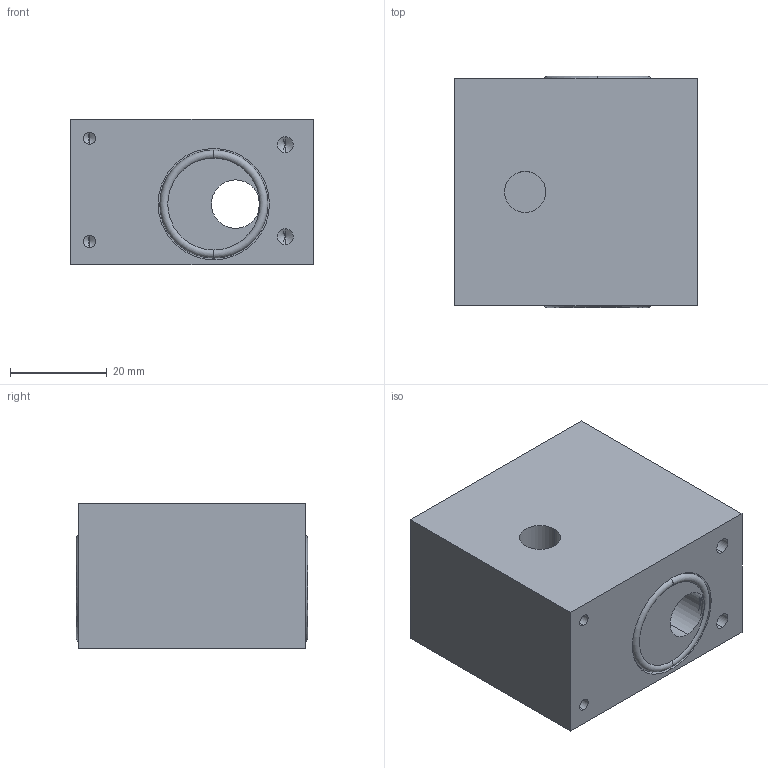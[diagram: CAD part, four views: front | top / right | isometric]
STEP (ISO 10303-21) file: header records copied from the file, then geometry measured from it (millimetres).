
FILE_DESCRIPTION(( '01_081_2.STEP' ), '1');
FILE_NAME( '01_081_2.STEP', '2019-03-04T12:04:31',( 'Sopra'),('sopra-pneumatic.com'), 'SwSTEP 2.0','SolidWorks 2009','' );
FILE_SCHEMA (( 'AUTOMOTIVE_DESIGN' ));
Length unit declared in the file: millimetre
Products named in the file (1): 01_081_2
Bounding box: 50 x 47.76 x 30 mm (x, y, z)
Volume: 64580.8 mm3; surface area: 14766.5 mm2
Topology: 3 solids, 3 shells, 63 faces, 144 edges, 80 vertices
Faces by surface type: cylinder 28, cone 16, plane 11, torus 8
Entity records: 1730 total; most frequent: DIRECTION 328, CARTESIAN_POINT 272, ORIENTED_EDGE 256, AXIS2_PLACEMENT_3D 136, EDGE_CURVE 128, VERTEX_POINT 80, EDGE_LOOP 78, CIRCLE 72
